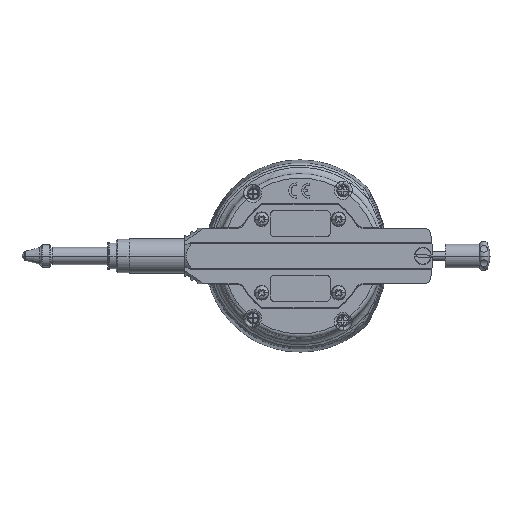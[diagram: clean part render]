
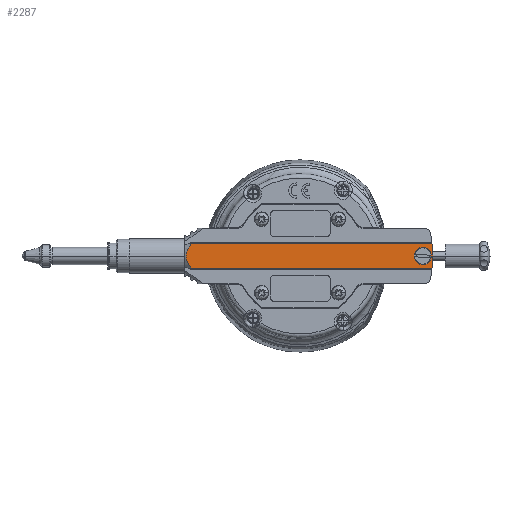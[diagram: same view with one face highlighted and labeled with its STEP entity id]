
A CAD part, front view. The second image highlights one B-rep face of the part: STEP entity #2287.
In plain terms, the highlighted planar face has unit normal (0, -1, 0).
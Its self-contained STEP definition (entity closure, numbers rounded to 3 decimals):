
#141=CARTESIAN_POINT('',(-5.141,-4.93,2.854));
#143=DIRECTION('',(1.,0.,0.));
#144=VECTOR('',#143,56.22);
#145=CARTESIAN_POINT('',(-61.361,-4.93,2.854));
#146=LINE('',#145,#144);
#1008=DIRECTION('',(1.,0.,0.));
#1009=VECTOR('',#1008,56.22);
#1010=CARTESIAN_POINT('',(-61.361,-4.93,-2.854));
#1011=LINE('',#1010,#1009);
#1043=CARTESIAN_POINT('',(-34.,-4.93,0.));
#1044=DIRECTION('',(0.,-1.,0.));
#1045=DIRECTION('',(0.995,0.,-0.098));
#1046=AXIS2_PLACEMENT_3D('',#1043,#1044,#1045);
#1048=CARTESIAN_POINT('',(-61.361,-4.93,2.854));
#1049=CARTESIAN_POINT('',(-61.506,-4.93,2.686));
#1050=CARTESIAN_POINT('',(-61.768,-4.93,2.362));
#1051=CARTESIAN_POINT('',(-62.079,-4.93,1.909));
#1052=CARTESIAN_POINT('',(-62.316,-4.93,1.488));
#1053=CARTESIAN_POINT('',(-62.489,-4.93,1.094));
#1054=CARTESIAN_POINT('',(-62.606,-4.93,0.719));
#1055=CARTESIAN_POINT('',(-62.673,-4.93,0.357));
#1056=CARTESIAN_POINT('',(-62.696,-4.93,0.001));
#1057=CARTESIAN_POINT('',(-62.674,-4.93,-0.355));
#1058=CARTESIAN_POINT('',(-62.606,-4.93,-0.717));
#1059=CARTESIAN_POINT('',(-62.49,-4.93,-1.091));
#1060=CARTESIAN_POINT('',(-62.318,-4.93,-1.485));
#1061=CARTESIAN_POINT('',(-62.081,-4.93,-1.907));
#1062=CARTESIAN_POINT('',(-61.769,-4.93,-2.361));
#1063=CARTESIAN_POINT('',(-61.506,-4.93,-2.686));
#1064=CARTESIAN_POINT('',(-61.361,-4.93,-2.854));
#1066=CARTESIAN_POINT('',(-7.3,-4.93,0.));
#1067=DIRECTION('',(0.,1.,0.));
#1068=DIRECTION('',(1.,0.,0.));
#1069=AXIS2_PLACEMENT_3D('',#1066,#1067,#1068);
#1071=CARTESIAN_POINT('',(-7.3,-4.93,0.));
#1072=DIRECTION('',(0.,1.,0.));
#1073=DIRECTION('',(-1.,0.,0.));
#1074=AXIS2_PLACEMENT_3D('',#1071,#1072,#1073);
#1362=VERTEX_POINT('',#141);
#1363=CARTESIAN_POINT('',(-61.361,-4.93,2.854));
#1364=VERTEX_POINT('',#1363);
#1365=CARTESIAN_POINT('',(-61.361,-4.93,-2.854));
#1366=CARTESIAN_POINT('',(-5.141,-4.93,-2.854));
#1367=VERTEX_POINT('',#1365);
#1368=VERTEX_POINT('',#1366);
#1458=CARTESIAN_POINT('',(-5.3,-4.93,0.));
#1459=CARTESIAN_POINT('',(-9.3,-4.93,0.));
#1460=VERTEX_POINT('',#1458);
#1461=VERTEX_POINT('',#1459);
#2270=CARTESIAN_POINT('',(0.,-4.93,-3.2));
#2271=DIRECTION('',(0.,-1.,0.));
#2272=DIRECTION('',(0.,0.,1.));
#2273=AXIS2_PLACEMENT_3D('',#2270,#2271,#2272);
#2274=PLANE('',#2273);
#2275=ORIENTED_EDGE('',*,*,#1653,.T.);
#2276=ORIENTED_EDGE('',*,*,#1640,.F.);
#2277=ORIENTED_EDGE('',*,*,#2262,.F.);
#2278=ORIENTED_EDGE('',*,*,#1733,.F.);
#2279=EDGE_LOOP('',(#2275,#2276,#2277,#2278));
#2280=FACE_OUTER_BOUND('',#2279,.F.);
#2282=ORIENTED_EDGE('',*,*,#2281,.F.);
#2284=ORIENTED_EDGE('',*,*,#2283,.F.);
#2285=EDGE_LOOP('',(#2282,#2284));
#2286=FACE_BOUND('',#2285,.F.);
#2287=ADVANCED_FACE('',(#2280,#2286),#2274,.T.);
#1047=CIRCLE('',#1046,29.);
#1065=B_SPLINE_CURVE_WITH_KNOTS('',3,(#1048,#1049,#1050,#1051,#1052,#1053,#1054,
#1055,#1056,#1057,#1058,#1059,#1060,#1061,#1062,#1063,#1064),.UNSPECIFIED.,.F.,
.F.,(4,1,1,1,1,1,1,1,1,1,1,1,1,1,4),(0.,0.071,0.143,
0.214,0.286,0.357,0.429,0.5,
0.571,0.643,0.714,0.786,
0.857,0.929,1.),.UNSPECIFIED.);
#1070=CIRCLE('',#1069,2.);
#1075=CIRCLE('',#1074,2.);
#1640=EDGE_CURVE('',#1368,#1362,#1047,.T.);
#1653=EDGE_CURVE('',#1364,#1362,#146,.T.);
#1733=EDGE_CURVE('',#1364,#1367,#1065,.T.);
#2262=EDGE_CURVE('',#1367,#1368,#1011,.T.);
#2281=EDGE_CURVE('',#1460,#1461,#1070,.T.);
#2283=EDGE_CURVE('',#1461,#1460,#1075,.T.);
